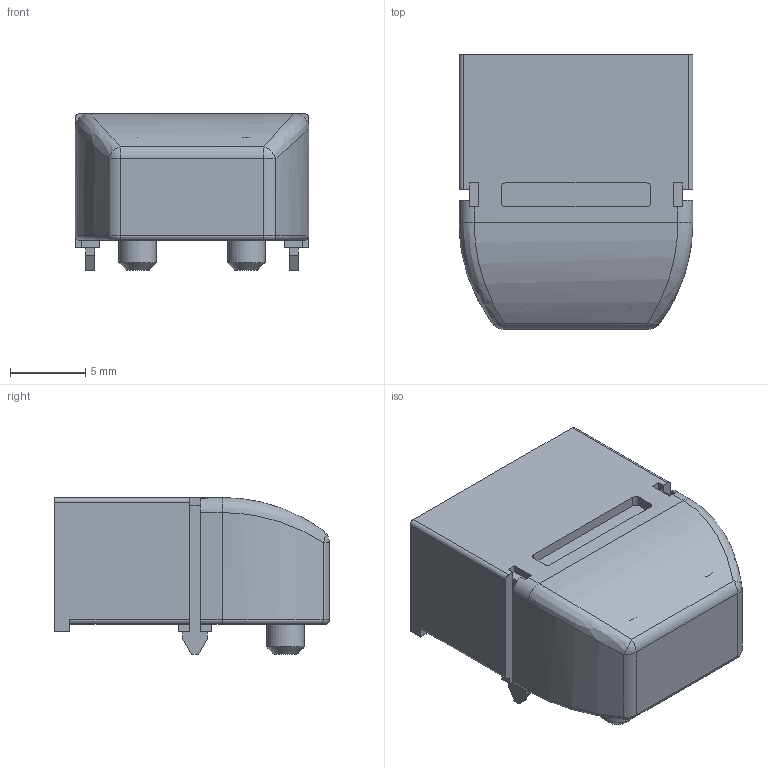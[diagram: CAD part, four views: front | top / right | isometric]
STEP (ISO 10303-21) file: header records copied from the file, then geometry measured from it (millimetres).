
FILE_DESCRIPTION(/* description */ ('STEP AP214','CAx-IF Rec.Pracs.---Representation and Presentation of Product Manufacturing Information (PMI)---4.0---2014-10-13'),/* implementation_level */ '2;1');
FILE_NAME(/* name */ 'XT60PW_MALE.step',/* time_stamp */ '2024-10-28T00:00:20+08:00',/* author */ (''),/* organization */ (''),/* preprocessor_version */ 'ST-DEVELOPER v20',/* originating_system */ 'Autodesk Translation Framework v13.20.0.188',/* authorisation */ '');
FILE_SCHEMA (('AP242_MANAGED_MODEL_BASED_3D_ENGINEERING_MIM_LF { 1 0 10303 442 1 1 4 }'));
Length unit declared in the file: millimetre
Products named in the file (2): XT60PW MALE; Component1
Assembly tree (1 placements, depth 2):
  XT60PW MALE
    Component1
Bounding box: 15.5 x 18.2 x 10.4 mm (x, y, z)
Volume: 1467.4 mm3; surface area: 2062.4 mm2
Topology: 1 solids, 1 shells, 173 faces, 457 edges, 296 vertices
Faces by surface type: plane 118, cylinder 35, bspline 10, torus 6, cone 2, sphere 2
Full cylindrical faces by diameter (mm): 2.5 x2, 3.9 x2, 4.3 x2
Entity records: 5663 total; most frequent: CARTESIAN_POINT 1183, ORIENTED_EDGE 914, DIRECTION 883, EDGE_CURVE 457, LINE 331, VECTOR 331, VERTEX_POINT 296, AXIS2_PLACEMENT_3D 276
